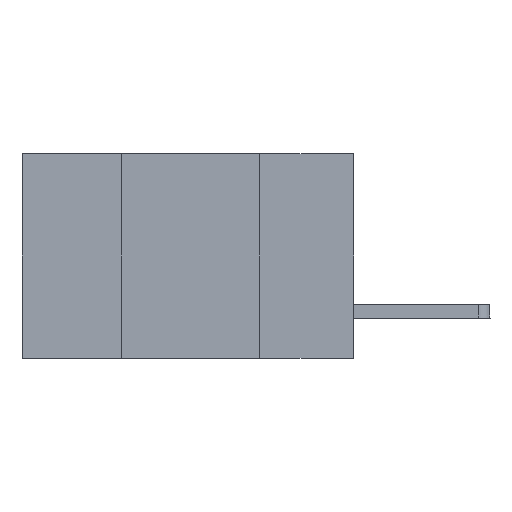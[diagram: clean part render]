
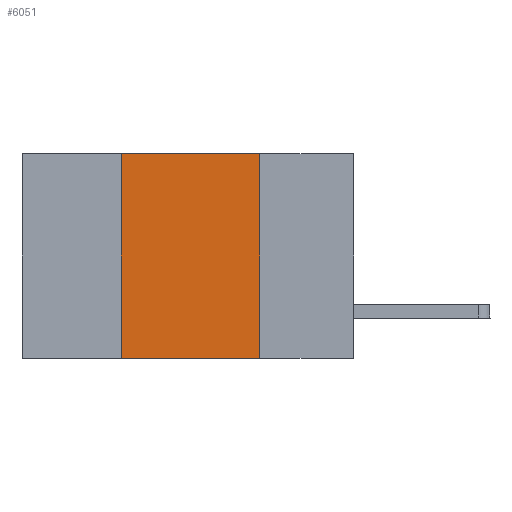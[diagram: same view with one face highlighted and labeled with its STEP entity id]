
A CAD part, left-side view. The second image highlights one B-rep face of the part: STEP entity #6051.
In plain terms, the highlighted planar face has unit normal (-1, 0, 0).
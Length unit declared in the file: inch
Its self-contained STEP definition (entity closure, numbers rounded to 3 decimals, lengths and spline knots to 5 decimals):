
#718 = VECTOR ( 'NONE', #10706, 39.37008 ) ;
#986 = CARTESIAN_POINT ( 'NONE',  ( 0., 0.6, 0. ) ) ;
#1035 = CARTESIAN_POINT ( 'NONE',  ( 0., 0.6, 0. ) ) ;
#2161 = PLANE ( 'NONE',  #2686 ) ;
#2440 = CARTESIAN_POINT ( 'NONE',  ( 0., 0.17, -0.37 ) ) ;
#2457 = VERTEX_POINT ( 'NONE', #9965 ) ;
#2507 = EDGE_CURVE ( 'NONE', #4098, #9773, #8585, .T. ) ;
#2686 = AXIS2_PLACEMENT_3D ( 'NONE', #1035, #4765, #11578 ) ;
#2903 = CARTESIAN_POINT ( 'NONE',  ( 0., 0.42, 0. ) ) ;
#3660 = VERTEX_POINT ( 'NONE', #2440 ) ;
#3921 = VECTOR ( 'NONE', #5687, 39.37008 ) ;
#4044 = CARTESIAN_POINT ( 'NONE',  ( 0., 0.6, -0.37 ) ) ;
#4098 = VERTEX_POINT ( 'NONE', #10068 ) ;
#4100 = LINE ( 'NONE', #4044, #718 ) ;
#4428 = ORIENTED_EDGE ( 'NONE', *, *, #9966, .F. ) ;
#4432 = ORIENTED_EDGE ( 'NONE', *, *, #7562, .T. ) ;
#4765 = DIRECTION ( 'NONE',  ( 1., 0., 0. ) ) ;
#5137 = DIRECTION ( 'NONE',  ( 0., 0., -1. ) ) ;
#5687 = DIRECTION ( 'NONE',  ( 0., 0., 1. ) ) ;
#5834 = EDGE_LOOP ( 'NONE', ( #7846, #6510, #4428, #4432 ) ) ;
#5980 = VECTOR ( 'NONE', #9343, 39.37008 ) ;
#6051 = ADVANCED_FACE ( 'NONE', ( #7626 ), #2161, .F. ) ;
#6510 = ORIENTED_EDGE ( 'NONE', *, *, #2507, .F. ) ;
#7562 = EDGE_CURVE ( 'NONE', #2457, #3660, #4100, .T. ) ;
#7626 = FACE_OUTER_BOUND ( 'NONE', #5834, .T. ) ;
#7629 = LINE ( 'NONE', #2903, #3921 ) ;
#7846 = ORIENTED_EDGE ( 'NONE', *, *, #11834, .F. ) ;
#8585 = LINE ( 'NONE', #986, #5980 ) ;
#9343 = DIRECTION ( 'NONE',  ( 0., -1., 0. ) ) ;
#9379 = VECTOR ( 'NONE', #5137, 39.37008 ) ;
#9773 = VERTEX_POINT ( 'NONE', #11258 ) ;
#9864 = CARTESIAN_POINT ( 'NONE',  ( 0., 0.17, 0. ) ) ;
#9929 = LINE ( 'NONE', #9864, #9379 ) ;
#9965 = CARTESIAN_POINT ( 'NONE',  ( 0., 0.42, -0.37 ) ) ;
#9966 = EDGE_CURVE ( 'NONE', #2457, #4098, #7629, .T. ) ;
#10068 = CARTESIAN_POINT ( 'NONE',  ( 0., 0.42, 0. ) ) ;
#10706 = DIRECTION ( 'NONE',  ( 0., -1., 0. ) ) ;
#11258 = CARTESIAN_POINT ( 'NONE',  ( 0., 0.17, 0. ) ) ;
#11578 = DIRECTION ( 'NONE',  ( 0., 0., -1. ) ) ;
#11834 = EDGE_CURVE ( 'NONE', #9773, #3660, #9929, .T. ) ;
